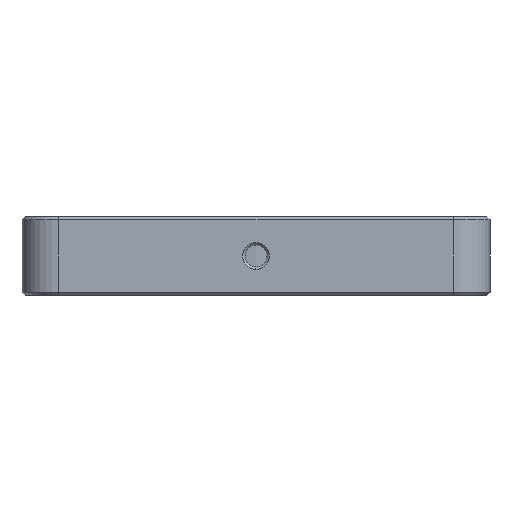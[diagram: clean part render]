
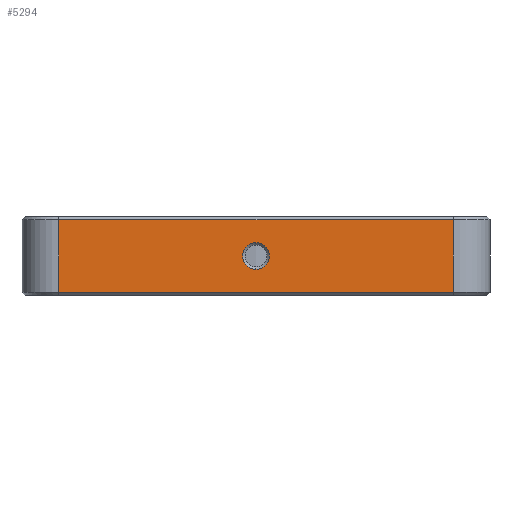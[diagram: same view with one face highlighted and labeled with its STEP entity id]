
A CAD part, front view. The second image highlights one B-rep face of the part: STEP entity #5294.
In plain terms, the highlighted planar face has unit normal (0, -1, 0).
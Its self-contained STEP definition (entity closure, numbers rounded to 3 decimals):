
#1011 = CARTESIAN_POINT ( 'NONE',  ( -35.55, -35.55, 6. ) ) ;
#1258 = CIRCLE ( 'NONE', #3819, 2.025 ) ;
#1375 = AXIS2_PLACEMENT_3D ( 'NONE', #8176, #1957, #2304 ) ;
#1675 = ORIENTED_EDGE ( 'NONE', *, *, #10252, .T. ) ;
#1910 = CARTESIAN_POINT ( 'NONE',  ( 0., -35.55, 2.025 ) ) ;
#1940 = DIRECTION ( 'NONE',  ( -1., 0., 0. ) ) ;
#1957 = DIRECTION ( 'NONE',  ( 0., -1., 0. ) ) ;
#2055 = CARTESIAN_POINT ( 'NONE',  ( -35.55, -35.55, -5.5 ) ) ;
#2232 = VERTEX_POINT ( 'NONE', #8546 ) ;
#2262 = ORIENTED_EDGE ( 'NONE', *, *, #8305, .F. ) ;
#2304 = DIRECTION ( 'NONE',  ( 0., 0., -1. ) ) ;
#2448 = DIRECTION ( 'NONE',  ( 0., 0., 1. ) ) ;
#2607 = LINE ( 'NONE', #2782, #7304 ) ;
#2782 = CARTESIAN_POINT ( 'NONE',  ( -30., -35.55, 6. ) ) ;
#3526 = EDGE_LOOP ( 'NONE', ( #11769, #2262 ) ) ;
#3819 = AXIS2_PLACEMENT_3D ( 'NONE', #8472, #9352, #12443 ) ;
#3905 = DIRECTION ( 'NONE',  ( 0., 0., 1. ) ) ;
#4036 = CARTESIAN_POINT ( 'NONE',  ( -30., -35.55, 5.5 ) ) ;
#4265 = FACE_BOUND ( 'NONE', #3526, .T. ) ;
#4364 = CIRCLE ( 'NONE', #1375, 2.025 ) ;
#4826 = CARTESIAN_POINT ( 'NONE',  ( 0., -35.55, -2.025 ) ) ;
#4843 = LINE ( 'NONE', #2055, #6231 ) ;
#5294 = ADVANCED_FACE ( 'NONE', ( #4265, #6002 ), #12052, .F. ) ;
#5609 = CARTESIAN_POINT ( 'NONE',  ( 30., -35.55, 6. ) ) ;
#6002 = FACE_OUTER_BOUND ( 'NONE', #6503, .T. ) ;
#6231 = VECTOR ( 'NONE', #10333, 1000. ) ;
#6297 = VERTEX_POINT ( 'NONE', #1910 ) ;
#6445 = EDGE_CURVE ( 'NONE', #9210, #6297, #4364, .T. ) ;
#6503 = EDGE_LOOP ( 'NONE', ( #9805, #9039, #1675, #7265 ) ) ;
#6632 = EDGE_CURVE ( 'NONE', #12204, #2232, #4843, .T. ) ;
#6781 = CARTESIAN_POINT ( 'NONE',  ( 30., -35.55, 5.5 ) ) ;
#6859 = DIRECTION ( 'NONE',  ( 0., 0., -1. ) ) ;
#7263 = LINE ( 'NONE', #5609, #11585 ) ;
#7265 = ORIENTED_EDGE ( 'NONE', *, *, #6632, .T. ) ;
#7304 = VECTOR ( 'NONE', #6859, 1000. ) ;
#7837 = LINE ( 'NONE', #9065, #11032 ) ;
#8015 = DIRECTION ( 'NONE',  ( 0., 1., 0. ) ) ;
#8057 = VERTEX_POINT ( 'NONE', #6781 ) ;
#8176 = CARTESIAN_POINT ( 'NONE',  ( 0., -35.55, 0. ) ) ;
#8305 = EDGE_CURVE ( 'NONE', #6297, #9210, #1258, .T. ) ;
#8472 = CARTESIAN_POINT ( 'NONE',  ( 0., -35.55, 0. ) ) ;
#8546 = CARTESIAN_POINT ( 'NONE',  ( 30., -35.55, -5.5 ) ) ;
#9039 = ORIENTED_EDGE ( 'NONE', *, *, #9696, .T. ) ;
#9065 = CARTESIAN_POINT ( 'NONE',  ( -30., -35.55, 5.5 ) ) ;
#9210 = VERTEX_POINT ( 'NONE', #4826 ) ;
#9352 = DIRECTION ( 'NONE',  ( 0., -1., 0. ) ) ;
#9671 = VERTEX_POINT ( 'NONE', #4036 ) ;
#9696 = EDGE_CURVE ( 'NONE', #8057, #9671, #7837, .T. ) ;
#9805 = ORIENTED_EDGE ( 'NONE', *, *, #10997, .T. ) ;
#10252 = EDGE_CURVE ( 'NONE', #9671, #12204, #2607, .T. ) ;
#10333 = DIRECTION ( 'NONE',  ( 1., 0., 0. ) ) ;
#10997 = EDGE_CURVE ( 'NONE', #2232, #8057, #7263, .T. ) ;
#11032 = VECTOR ( 'NONE', #1940, 1000. ) ;
#11172 = AXIS2_PLACEMENT_3D ( 'NONE', #1011, #8015, #3905 ) ;
#11585 = VECTOR ( 'NONE', #2448, 1000. ) ;
#11769 = ORIENTED_EDGE ( 'NONE', *, *, #6445, .F. ) ;
#12052 = PLANE ( 'NONE',  #11172 ) ;
#12204 = VERTEX_POINT ( 'NONE', #12915 ) ;
#12443 = DIRECTION ( 'NONE',  ( 0., 0., -1. ) ) ;
#12915 = CARTESIAN_POINT ( 'NONE',  ( -30., -35.55, -5.5 ) ) ;
